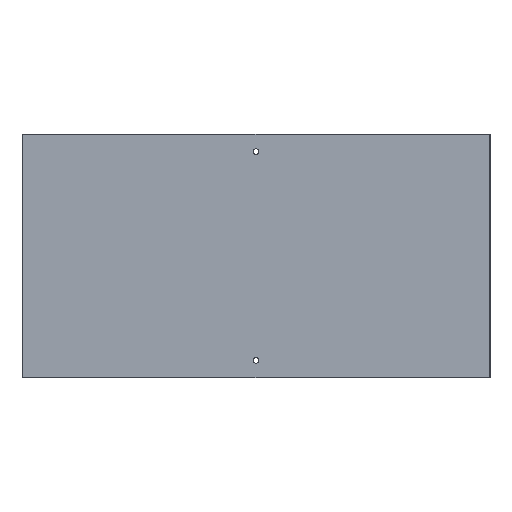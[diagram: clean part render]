
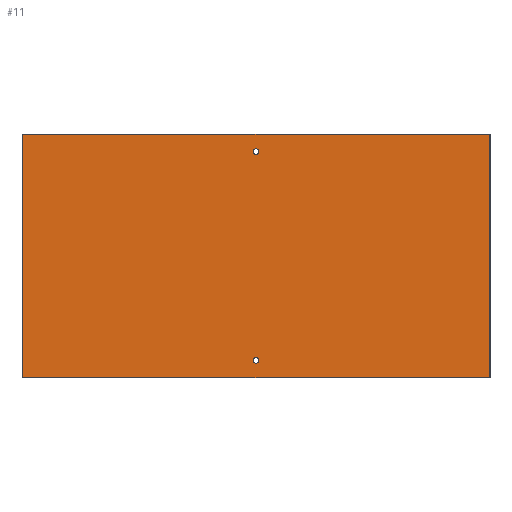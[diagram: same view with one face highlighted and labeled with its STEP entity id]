
A CAD part, front view. The second image highlights one B-rep face of the part: STEP entity #11.
In plain terms, the highlighted planar face has unit normal (0, -1, 0).
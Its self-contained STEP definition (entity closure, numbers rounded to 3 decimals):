
#11 = ADVANCED_FACE ( 'NONE', ( #273, #260, #256 ), #296, .F. ) ;
#45 = EDGE_CURVE ( 'NONE', #144, #157, #228, .T. ) ;
#47 = EDGE_CURVE ( 'NONE', #131, #131, #220, .T. ) ;
#48 = EDGE_CURVE ( 'NONE', #124, #124, #238, .T. ) ;
#49 = EDGE_CURVE ( 'NONE', #157, #146, #281, .T. ) ;
#51 = EDGE_CURVE ( 'NONE', #144, #143, #271, .T. ) ;
#56 = EDGE_CURVE ( 'NONE', #143, #146, #244, .T. ) ;
#75 = AXIS2_PLACEMENT_3D ( 'NONE', #317, #316, #314 ) ;
#76 = AXIS2_PLACEMENT_3D ( 'NONE', #322, #320, #319 ) ;
#80 = AXIS2_PLACEMENT_3D ( 'NONE', #299, #347, #287 ) ;
#85 = EDGE_LOOP ( 'NONE', ( #181, #184, #183, #187 ) ) ;
#124 = VERTEX_POINT ( 'NONE', #414 ) ;
#130 = EDGE_LOOP ( 'NONE', ( #182 ) ) ;
#131 = VERTEX_POINT ( 'NONE', #378 ) ;
#141 = EDGE_LOOP ( 'NONE', ( #179 ) ) ;
#143 = VERTEX_POINT ( 'NONE', #380 ) ;
#144 = VERTEX_POINT ( 'NONE', #410 ) ;
#146 = VERTEX_POINT ( 'NONE', #400 ) ;
#157 = VERTEX_POINT ( 'NONE', #373 ) ;
#179 = ORIENTED_EDGE ( 'NONE', *, *, #47, .F. ) ;
#181 = ORIENTED_EDGE ( 'NONE', *, *, #49, .T. ) ;
#182 = ORIENTED_EDGE ( 'NONE', *, *, #48, .F. ) ;
#183 = ORIENTED_EDGE ( 'NONE', *, *, #51, .F. ) ;
#184 = ORIENTED_EDGE ( 'NONE', *, *, #56, .F. ) ;
#187 = ORIENTED_EDGE ( 'NONE', *, *, #45, .T. ) ;
#220 = CIRCLE ( 'NONE', #76, 2.5 ) ;
#228 = LINE ( 'NONE', #333, #284 ) ;
#238 = CIRCLE ( 'NONE', #75, 2.5 ) ;
#242 = VECTOR ( 'NONE', #313, 1000. ) ;
#243 = VECTOR ( 'NONE', #310, 1000. ) ;
#244 = LINE ( 'NONE', #294, #249 ) ;
#249 = VECTOR ( 'NONE', #291, 1000. ) ;
#256 = FACE_OUTER_BOUND ( 'NONE', #85, .T. ) ;
#260 = FACE_BOUND ( 'NONE', #130, .T. ) ;
#271 = LINE ( 'NONE', #326, #243 ) ;
#273 = FACE_BOUND ( 'NONE', #141, .T. ) ;
#281 = LINE ( 'NONE', #331, #242 ) ;
#284 = VECTOR ( 'NONE', #330, 1000. ) ;
#287 = DIRECTION ( 'NONE',  ( 0., 0., 1. ) ) ;
#291 = DIRECTION ( 'NONE',  ( 0., 0., -1. ) ) ;
#294 = CARTESIAN_POINT ( 'NONE',  ( 201., 0., 210. ) ) ;
#296 = PLANE ( 'NONE',  #80 ) ;
#299 = CARTESIAN_POINT ( 'NONE',  ( -201., 0., 210. ) ) ;
#310 = DIRECTION ( 'NONE',  ( 1., 0., 0. ) ) ;
#313 = DIRECTION ( 'NONE',  ( 1., 0., 0. ) ) ;
#314 = DIRECTION ( 'NONE',  ( 0., 0., 1. ) ) ;
#316 = DIRECTION ( 'NONE',  ( 0., -1., 0. ) ) ;
#317 = CARTESIAN_POINT ( 'NONE',  ( 0., 0., 15. ) ) ;
#319 = DIRECTION ( 'NONE',  ( 0., 0., 1. ) ) ;
#320 = DIRECTION ( 'NONE',  ( 0., -1., 0. ) ) ;
#322 = CARTESIAN_POINT ( 'NONE',  ( 0., 0., 195. ) ) ;
#326 = CARTESIAN_POINT ( 'NONE',  ( -201., 0., 210. ) ) ;
#330 = DIRECTION ( 'NONE',  ( 0., 0., -1. ) ) ;
#331 = CARTESIAN_POINT ( 'NONE',  ( -201., 0., 0. ) ) ;
#333 = CARTESIAN_POINT ( 'NONE',  ( -201., 0., 210. ) ) ;
#347 = DIRECTION ( 'NONE',  ( 0., 1., 0. ) ) ;
#373 = CARTESIAN_POINT ( 'NONE',  ( -201., 0., 0. ) ) ;
#378 = CARTESIAN_POINT ( 'NONE',  ( 0., 0., 197.5 ) ) ;
#380 = CARTESIAN_POINT ( 'NONE',  ( 201., 0., 210. ) ) ;
#400 = CARTESIAN_POINT ( 'NONE',  ( 201., 0., 0. ) ) ;
#410 = CARTESIAN_POINT ( 'NONE',  ( -201., 0., 210. ) ) ;
#414 = CARTESIAN_POINT ( 'NONE',  ( 0., 0., 17.5 ) ) ;
